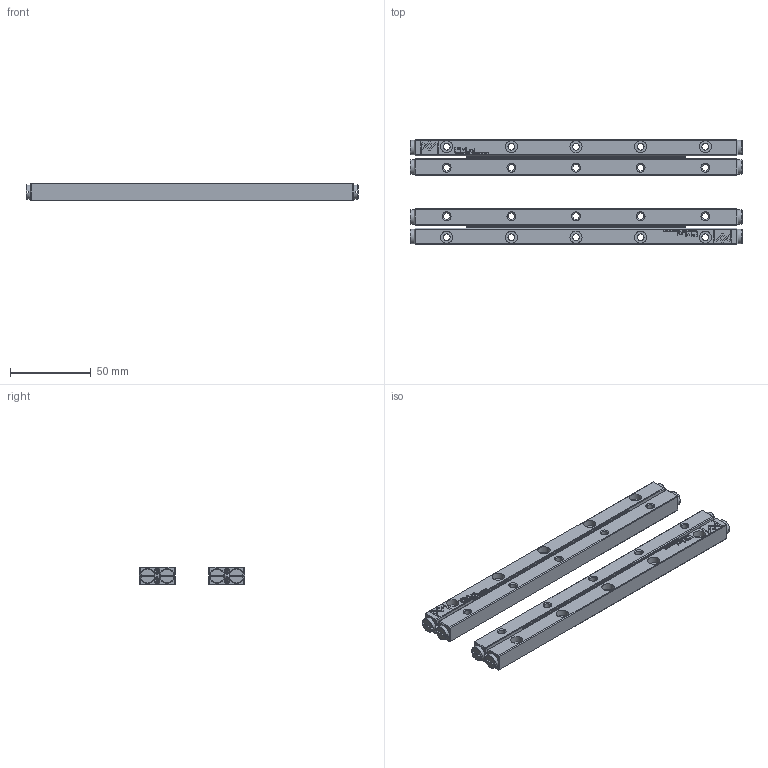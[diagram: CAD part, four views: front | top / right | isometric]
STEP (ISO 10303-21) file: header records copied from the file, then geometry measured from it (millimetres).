
FILE_DESCRIPTION(/* description */ (''),/* implementation_level */ '2;1');
FILE_NAME(/* name */ 'Set RSD-4200x19AA_stp_stp_stp.stp',/* time_stamp */ '2025-06-03T09:25:18+02:00',/* author */ (''),/* organization */ (''),/* preprocessor_version */ 'ST-DEVELOPER v16.7',/* originating_system */ 'SIEMENS PLM Software NX 12.0',/* authorisation */ '');
FILE_SCHEMA (('AUTOMOTIVE_DESIGN { 1 0 10303 214 3 1 1 1 }'));
Products named in the file (1): Set RSD-4200x19AA_stp_stp_stp
Bounding box: 205.4 x 65 x 11 mm (x, y, z)
Volume: 82557 mm3; surface area: 48257 mm2
Topology: 52 solids, 52 shells, 2850 faces, 7256 edges, 4678 vertices
Faces by surface type: plane 1708, cylinder 646, bspline 360, cone 136
Full cylindrical faces by diameter (mm): 2.6 x8, 3 x8, 3.2 x8, 4 x38, 4.2 x20, 7.5 x20, 9 x8
Entity records: 94414 total; most frequent: CARTESIAN_POINT 19511, ORIENTED_EDGE 13936, DIRECTION 12642, EDGE_CURVE 6968, LINE 4772, VECTOR 4772, VERTEX_POINT 4628, AXIS2_PLACEMENT_3D 3935
